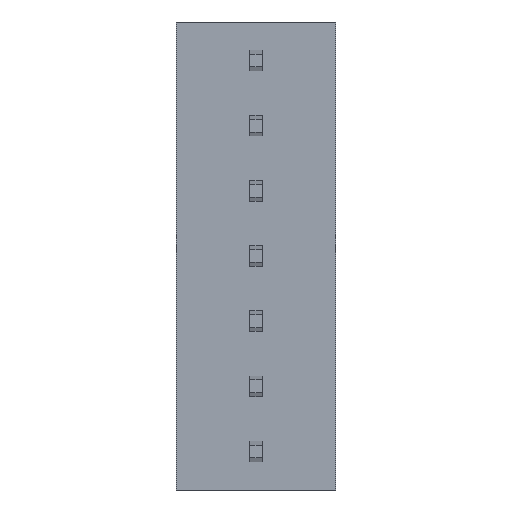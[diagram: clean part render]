
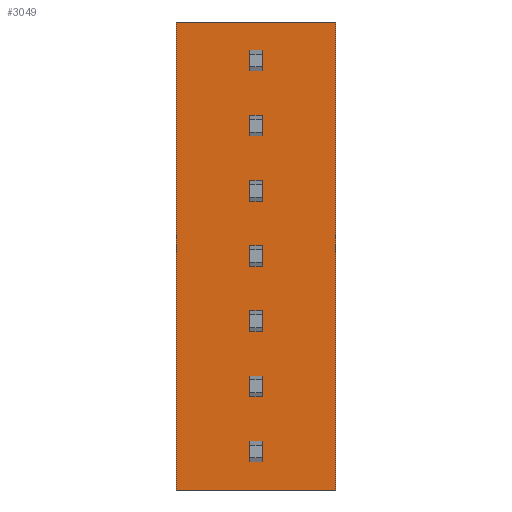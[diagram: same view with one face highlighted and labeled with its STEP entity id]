
A CAD part, front view. The second image highlights one B-rep face of the part: STEP entity #3049.
In plain terms, the highlighted planar face has unit normal (0, -1, 0).
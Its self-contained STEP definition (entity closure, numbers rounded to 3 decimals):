
#54=DIRECTION('',(0.,0.,1.));
#55=VECTOR('',#54,18.24);
#56=CARTESIAN_POINT('',(3.1,0.,-1.5));
#57=LINE('',#56,#55);
#354=DIRECTION('',(1.,0.,0.));
#355=VECTOR('',#354,0.5);
#356=CARTESIAN_POINT('',(-0.25,0.,-0.4));
#357=LINE('',#356,#355);
#358=DIRECTION('',(0.,0.,1.));
#359=VECTOR('',#358,0.8);
#360=CARTESIAN_POINT('',(0.25,0.,-0.4));
#361=LINE('',#360,#359);
#362=DIRECTION('',(-1.,0.,0.));
#363=VECTOR('',#362,0.5);
#364=CARTESIAN_POINT('',(0.25,0.,0.4));
#365=LINE('',#364,#363);
#366=DIRECTION('',(0.,0.,-1.));
#367=VECTOR('',#366,0.8);
#368=CARTESIAN_POINT('',(-0.25,0.,0.4));
#369=LINE('',#368,#367);
#370=DIRECTION('',(1.,0.,0.));
#371=VECTOR('',#370,6.2);
#372=CARTESIAN_POINT('',(-3.1,0.,16.74));
#373=LINE('',#372,#371);
#374=DIRECTION('',(-1.,0.,0.));
#375=VECTOR('',#374,6.2);
#376=CARTESIAN_POINT('',(3.1,0.,-1.5));
#377=LINE('',#376,#375);
#378=DIRECTION('',(0.,0.,1.));
#379=VECTOR('',#378,18.24);
#380=CARTESIAN_POINT('',(-3.1,0.,-1.5));
#381=LINE('',#380,#379);
#382=DIRECTION('',(0.,0.,1.));
#383=VECTOR('',#382,0.8);
#384=CARTESIAN_POINT('',(0.25,0.,2.14));
#385=LINE('',#384,#383);
#386=DIRECTION('',(-1.,0.,0.));
#387=VECTOR('',#386,0.5);
#388=CARTESIAN_POINT('',(0.25,0.,2.94));
#389=LINE('',#388,#387);
#390=DIRECTION('',(0.,0.,-1.));
#391=VECTOR('',#390,0.8);
#392=CARTESIAN_POINT('',(-0.25,0.,2.94));
#393=LINE('',#392,#391);
#394=DIRECTION('',(-1.,0.,0.));
#395=VECTOR('',#394,0.5);
#396=CARTESIAN_POINT('',(0.25,0.,2.14));
#397=LINE('',#396,#395);
#398=DIRECTION('',(0.,0.,1.));
#399=VECTOR('',#398,0.8);
#400=CARTESIAN_POINT('',(0.25,0.,4.68));
#401=LINE('',#400,#399);
#402=DIRECTION('',(-1.,0.,0.));
#403=VECTOR('',#402,0.5);
#404=CARTESIAN_POINT('',(0.25,0.,5.48));
#405=LINE('',#404,#403);
#406=DIRECTION('',(0.,0.,-1.));
#407=VECTOR('',#406,0.8);
#408=CARTESIAN_POINT('',(-0.25,0.,5.48));
#409=LINE('',#408,#407);
#410=DIRECTION('',(-1.,0.,0.));
#411=VECTOR('',#410,0.5);
#412=CARTESIAN_POINT('',(0.25,0.,4.68));
#413=LINE('',#412,#411);
#414=DIRECTION('',(0.,0.,1.));
#415=VECTOR('',#414,0.8);
#416=CARTESIAN_POINT('',(0.25,0.,7.22));
#417=LINE('',#416,#415);
#418=DIRECTION('',(-1.,0.,0.));
#419=VECTOR('',#418,0.5);
#420=CARTESIAN_POINT('',(0.25,0.,8.02));
#421=LINE('',#420,#419);
#422=DIRECTION('',(0.,0.,-1.));
#423=VECTOR('',#422,0.8);
#424=CARTESIAN_POINT('',(-0.25,0.,8.02));
#425=LINE('',#424,#423);
#426=DIRECTION('',(-1.,0.,0.));
#427=VECTOR('',#426,0.5);
#428=CARTESIAN_POINT('',(0.25,0.,7.22));
#429=LINE('',#428,#427);
#430=DIRECTION('',(0.,0.,1.));
#431=VECTOR('',#430,0.8);
#432=CARTESIAN_POINT('',(0.25,0.,9.76));
#433=LINE('',#432,#431);
#434=DIRECTION('',(-1.,0.,0.));
#435=VECTOR('',#434,0.5);
#436=CARTESIAN_POINT('',(0.25,0.,10.56));
#437=LINE('',#436,#435);
#438=DIRECTION('',(0.,0.,-1.));
#439=VECTOR('',#438,0.8);
#440=CARTESIAN_POINT('',(-0.25,0.,10.56));
#441=LINE('',#440,#439);
#442=DIRECTION('',(-1.,0.,0.));
#443=VECTOR('',#442,0.5);
#444=CARTESIAN_POINT('',(0.25,0.,9.76));
#445=LINE('',#444,#443);
#446=DIRECTION('',(0.,0.,1.));
#447=VECTOR('',#446,0.8);
#448=CARTESIAN_POINT('',(0.25,0.,12.3));
#449=LINE('',#448,#447);
#450=DIRECTION('',(-1.,0.,0.));
#451=VECTOR('',#450,0.5);
#452=CARTESIAN_POINT('',(0.25,0.,13.1));
#453=LINE('',#452,#451);
#454=DIRECTION('',(0.,0.,-1.));
#455=VECTOR('',#454,0.8);
#456=CARTESIAN_POINT('',(-0.25,0.,13.1));
#457=LINE('',#456,#455);
#458=DIRECTION('',(-1.,0.,0.));
#459=VECTOR('',#458,0.5);
#460=CARTESIAN_POINT('',(0.25,0.,12.3));
#461=LINE('',#460,#459);
#462=DIRECTION('',(0.,0.,1.));
#463=VECTOR('',#462,0.8);
#464=CARTESIAN_POINT('',(0.25,0.,14.84));
#465=LINE('',#464,#463);
#466=DIRECTION('',(-1.,0.,0.));
#467=VECTOR('',#466,0.5);
#468=CARTESIAN_POINT('',(0.25,0.,15.64));
#469=LINE('',#468,#467);
#470=DIRECTION('',(0.,0.,-1.));
#471=VECTOR('',#470,0.8);
#472=CARTESIAN_POINT('',(-0.25,0.,15.64));
#473=LINE('',#472,#471);
#474=DIRECTION('',(-1.,0.,0.));
#475=VECTOR('',#474,0.5);
#476=CARTESIAN_POINT('',(0.25,0.,14.84));
#477=LINE('',#476,#475);
#1975=CARTESIAN_POINT('',(3.1,0.,16.74));
#1977=VERTEX_POINT('',#1975);
#1994=CARTESIAN_POINT('',(-3.1,0.,16.74));
#1995=VERTEX_POINT('',#1994);
#1997=CARTESIAN_POINT('',(3.1,0.,-1.5));
#1999=VERTEX_POINT('',#1997);
#2016=CARTESIAN_POINT('',(-3.1,0.,-1.5));
#2017=VERTEX_POINT('',#2016);
#2034=CARTESIAN_POINT('',(-0.25,0.,0.4));
#2035=CARTESIAN_POINT('',(-0.25,0.,-0.4));
#2036=VERTEX_POINT('',#2034);
#2037=VERTEX_POINT('',#2035);
#2038=CARTESIAN_POINT('',(0.25,0.,-0.4));
#2039=CARTESIAN_POINT('',(0.25,0.,0.4));
#2040=VERTEX_POINT('',#2038);
#2041=VERTEX_POINT('',#2039);
#2114=CARTESIAN_POINT('',(0.25,0.,2.94));
#2115=VERTEX_POINT('',#2114);
#2116=CARTESIAN_POINT('',(0.25,0.,2.14));
#2117=VERTEX_POINT('',#2116);
#2118=CARTESIAN_POINT('',(-0.25,0.,2.94));
#2119=VERTEX_POINT('',#2118);
#2120=CARTESIAN_POINT('',(-0.25,0.,2.14));
#2121=VERTEX_POINT('',#2120);
#2194=CARTESIAN_POINT('',(0.25,0.,5.48));
#2195=VERTEX_POINT('',#2194);
#2196=CARTESIAN_POINT('',(0.25,0.,4.68));
#2197=VERTEX_POINT('',#2196);
#2198=CARTESIAN_POINT('',(-0.25,0.,5.48));
#2199=VERTEX_POINT('',#2198);
#2200=CARTESIAN_POINT('',(-0.25,0.,4.68));
#2201=VERTEX_POINT('',#2200);
#2274=CARTESIAN_POINT('',(0.25,0.,8.02));
#2275=VERTEX_POINT('',#2274);
#2276=CARTESIAN_POINT('',(0.25,0.,7.22));
#2277=VERTEX_POINT('',#2276);
#2278=CARTESIAN_POINT('',(-0.25,0.,8.02));
#2279=VERTEX_POINT('',#2278);
#2280=CARTESIAN_POINT('',(-0.25,0.,7.22));
#2281=VERTEX_POINT('',#2280);
#2322=CARTESIAN_POINT('',(0.25,0.,10.56));
#2323=VERTEX_POINT('',#2322);
#2324=CARTESIAN_POINT('',(0.25,0.,9.76));
#2325=VERTEX_POINT('',#2324);
#2326=CARTESIAN_POINT('',(-0.25,0.,10.56));
#2327=VERTEX_POINT('',#2326);
#2328=CARTESIAN_POINT('',(-0.25,0.,9.76));
#2329=VERTEX_POINT('',#2328);
#2370=CARTESIAN_POINT('',(0.25,0.,13.1));
#2371=VERTEX_POINT('',#2370);
#2372=CARTESIAN_POINT('',(0.25,0.,12.3));
#2373=VERTEX_POINT('',#2372);
#2374=CARTESIAN_POINT('',(-0.25,0.,13.1));
#2375=VERTEX_POINT('',#2374);
#2376=CARTESIAN_POINT('',(-0.25,0.,12.3));
#2377=VERTEX_POINT('',#2376);
#2418=CARTESIAN_POINT('',(0.25,0.,15.64));
#2419=VERTEX_POINT('',#2418);
#2420=CARTESIAN_POINT('',(0.25,0.,14.84));
#2421=VERTEX_POINT('',#2420);
#2422=CARTESIAN_POINT('',(-0.25,0.,15.64));
#2423=VERTEX_POINT('',#2422);
#2424=CARTESIAN_POINT('',(-0.25,0.,14.84));
#2425=VERTEX_POINT('',#2424);
#2967=CARTESIAN_POINT('',(-3.1,0.,16.74));
#2968=DIRECTION('',(0.,-1.,0.));
#2969=DIRECTION('',(1.,0.,0.));
#2970=AXIS2_PLACEMENT_3D('',#2967,#2968,#2969);
#2971=PLANE('',#2970);
#2972=ORIENTED_EDGE('',*,*,#2585,.T.);
#2973=ORIENTED_EDGE('',*,*,#2618,.F.);
#2975=ORIENTED_EDGE('',*,*,#2974,.T.);
#2976=ORIENTED_EDGE('',*,*,#2889,.T.);
#2977=EDGE_LOOP('',(#2972,#2973,#2975,#2976));
#2978=FACE_OUTER_BOUND('',#2977,.F.);
#2980=ORIENTED_EDGE('',*,*,#2979,.T.);
#2982=ORIENTED_EDGE('',*,*,#2981,.T.);
#2984=ORIENTED_EDGE('',*,*,#2983,.T.);
#2986=ORIENTED_EDGE('',*,*,#2985,.T.);
#2987=EDGE_LOOP('',(#2980,#2982,#2984,#2986));
#2988=FACE_BOUND('',#2987,.F.);
#2990=ORIENTED_EDGE('',*,*,#2989,.T.);
#2992=ORIENTED_EDGE('',*,*,#2991,.T.);
#2994=ORIENTED_EDGE('',*,*,#2993,.T.);
#2996=ORIENTED_EDGE('',*,*,#2995,.F.);
#2997=EDGE_LOOP('',(#2990,#2992,#2994,#2996));
#2998=FACE_BOUND('',#2997,.F.);
#3000=ORIENTED_EDGE('',*,*,#2999,.T.);
#3002=ORIENTED_EDGE('',*,*,#3001,.T.);
#3004=ORIENTED_EDGE('',*,*,#3003,.T.);
#3006=ORIENTED_EDGE('',*,*,#3005,.F.);
#3007=EDGE_LOOP('',(#3000,#3002,#3004,#3006));
#3008=FACE_BOUND('',#3007,.F.);
#3010=ORIENTED_EDGE('',*,*,#3009,.T.);
#3012=ORIENTED_EDGE('',*,*,#3011,.T.);
#3014=ORIENTED_EDGE('',*,*,#3013,.T.);
#3016=ORIENTED_EDGE('',*,*,#3015,.F.);
#3017=EDGE_LOOP('',(#3010,#3012,#3014,#3016));
#3018=FACE_BOUND('',#3017,.F.);
#3020=ORIENTED_EDGE('',*,*,#3019,.T.);
#3022=ORIENTED_EDGE('',*,*,#3021,.T.);
#3024=ORIENTED_EDGE('',*,*,#3023,.T.);
#3026=ORIENTED_EDGE('',*,*,#3025,.F.);
#3027=EDGE_LOOP('',(#3020,#3022,#3024,#3026));
#3028=FACE_BOUND('',#3027,.F.);
#3030=ORIENTED_EDGE('',*,*,#3029,.T.);
#3032=ORIENTED_EDGE('',*,*,#3031,.T.);
#3034=ORIENTED_EDGE('',*,*,#3033,.T.);
#3036=ORIENTED_EDGE('',*,*,#3035,.F.);
#3037=EDGE_LOOP('',(#3030,#3032,#3034,#3036));
#3038=FACE_BOUND('',#3037,.F.);
#3040=ORIENTED_EDGE('',*,*,#3039,.T.);
#3042=ORIENTED_EDGE('',*,*,#3041,.T.);
#3044=ORIENTED_EDGE('',*,*,#3043,.T.);
#3046=ORIENTED_EDGE('',*,*,#3045,.F.);
#3047=EDGE_LOOP('',(#3040,#3042,#3044,#3046));
#3048=FACE_BOUND('',#3047,.F.);
#2585=EDGE_CURVE('',#1995,#1977,#373,.T.);
#2618=EDGE_CURVE('',#1999,#1977,#57,.T.);
#2889=EDGE_CURVE('',#2017,#1995,#381,.T.);
#2974=EDGE_CURVE('',#1999,#2017,#377,.T.);
#2979=EDGE_CURVE('',#2037,#2040,#357,.T.);
#2981=EDGE_CURVE('',#2040,#2041,#361,.T.);
#2983=EDGE_CURVE('',#2041,#2036,#365,.T.);
#2985=EDGE_CURVE('',#2036,#2037,#369,.T.);
#2989=EDGE_CURVE('',#2117,#2115,#385,.T.);
#2991=EDGE_CURVE('',#2115,#2119,#389,.T.);
#2993=EDGE_CURVE('',#2119,#2121,#393,.T.);
#2995=EDGE_CURVE('',#2117,#2121,#397,.T.);
#2999=EDGE_CURVE('',#2197,#2195,#401,.T.);
#3001=EDGE_CURVE('',#2195,#2199,#405,.T.);
#3003=EDGE_CURVE('',#2199,#2201,#409,.T.);
#3005=EDGE_CURVE('',#2197,#2201,#413,.T.);
#3009=EDGE_CURVE('',#2277,#2275,#417,.T.);
#3011=EDGE_CURVE('',#2275,#2279,#421,.T.);
#3013=EDGE_CURVE('',#2279,#2281,#425,.T.);
#3015=EDGE_CURVE('',#2277,#2281,#429,.T.);
#3019=EDGE_CURVE('',#2325,#2323,#433,.T.);
#3021=EDGE_CURVE('',#2323,#2327,#437,.T.);
#3023=EDGE_CURVE('',#2327,#2329,#441,.T.);
#3025=EDGE_CURVE('',#2325,#2329,#445,.T.);
#3029=EDGE_CURVE('',#2373,#2371,#449,.T.);
#3031=EDGE_CURVE('',#2371,#2375,#453,.T.);
#3033=EDGE_CURVE('',#2375,#2377,#457,.T.);
#3035=EDGE_CURVE('',#2373,#2377,#461,.T.);
#3039=EDGE_CURVE('',#2421,#2419,#465,.T.);
#3041=EDGE_CURVE('',#2419,#2423,#469,.T.);
#3043=EDGE_CURVE('',#2423,#2425,#473,.T.);
#3045=EDGE_CURVE('',#2421,#2425,#477,.T.);
#3049=ADVANCED_FACE('',(#2978,#2988,#2998,#3008,#3018,#3028,#3038,#3048),#2971,
.T.);
